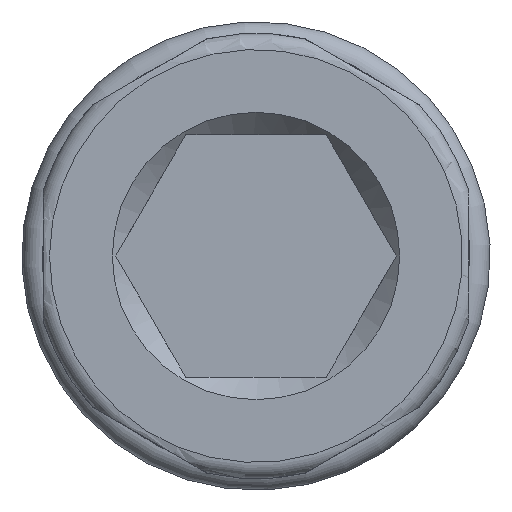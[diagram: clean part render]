
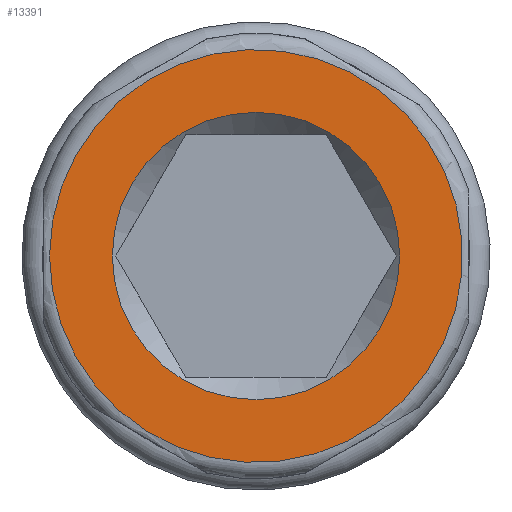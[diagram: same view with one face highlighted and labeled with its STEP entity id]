
A CAD part, left-side view. The second image highlights one B-rep face of the part: STEP entity #13391.
In plain terms, the highlighted planar face has unit normal (-1, 0, 0).
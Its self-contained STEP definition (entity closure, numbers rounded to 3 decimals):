
#1928=FACE_BOUND('',#4863,.T.);
#4079=FACE_OUTER_BOUND('',#4862,.T.);
#4862=EDGE_LOOP('',(#10072));
#4863=EDGE_LOOP('',(#10073));
#5524=CIRCLE('',#13992,10.2);
#5535=CIRCLE('',#14068,7.1);
#5883=VERTEX_POINT('',#21843);
#6062=VERTEX_POINT('',#47239);
#7212=EDGE_CURVE('',#5883,#5883,#5524,.T.);
#7565=EDGE_CURVE('',#6062,#6062,#5535,.T.);
#10072=ORIENTED_EDGE('',*,*,#7212,.F.);
#10073=ORIENTED_EDGE('',*,*,#7565,.F.);
#12970=PLANE('',#14067);
#13391=ADVANCED_FACE('',(#4079,#1928),#12970,.T.);
#13992=AXIS2_PLACEMENT_3D('',#21844,#14635,#14636);
#14067=AXIS2_PLACEMENT_3D('',#47238,#14955,#14956);
#14068=AXIS2_PLACEMENT_3D('',#47240,#14957,#14958);
#14635=DIRECTION('center_axis',(1.,0.,0.));
#14636=DIRECTION('ref_axis',(0.,-1.,0.));
#14955=DIRECTION('center_axis',(-1.,0.,0.));
#14956=DIRECTION('ref_axis',(0.,0.,1.));
#14957=DIRECTION('center_axis',(-1.,0.,0.));
#14958=DIRECTION('ref_axis',(0.,-1.,0.));
#21843=CARTESIAN_POINT('',(0.,10.2,0.));
#21844=CARTESIAN_POINT('Origin',(0.,0.,0.));
#47238=CARTESIAN_POINT('Origin',(0.,8.5,0.));
#47239=CARTESIAN_POINT('',(0.,7.1,0.));
#47240=CARTESIAN_POINT('Origin',(0.,0.,0.));
